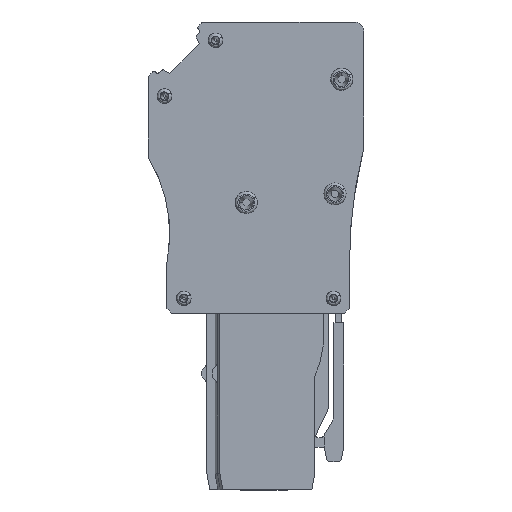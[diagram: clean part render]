
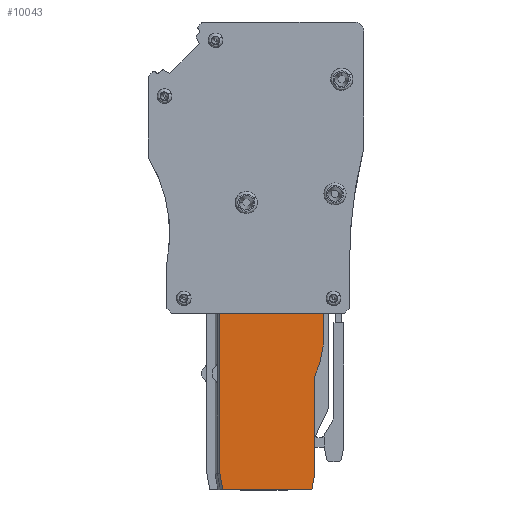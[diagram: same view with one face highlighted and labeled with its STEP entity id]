
A CAD part, left-side view. The second image highlights one B-rep face of the part: STEP entity #10043.
In plain terms, the highlighted planar face has unit normal (-1, 0, 0).
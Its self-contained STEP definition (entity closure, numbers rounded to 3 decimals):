
#9054=AXIS2_PLACEMENT_3D('Circle Axis2P3D',#9052,#9053,$) ;
#10019=AXIS2_PLACEMENT_3D('Plane Axis2P3D',#10016,#10017,#10018) ;
#8054=CARTESIAN_POINT('Vertex',(3.125,5.1,1.7)) ;
#8057=CARTESIAN_POINT('Line Origine',(3.125,5.25,0.85)) ;
#8061=CARTESIAN_POINT('Vertex',(3.125,5.4,0.)) ;
#8969=CARTESIAN_POINT('Vertex',(3.125,14.646,0.)) ;
#8972=CARTESIAN_POINT('Line Origine',(3.125,14.798,0.861)) ;
#8976=CARTESIAN_POINT('Vertex',(3.125,14.95,1.722)) ;
#8996=CARTESIAN_POINT('Line Origine',(3.125,14.95,10.036)) ;
#9000=CARTESIAN_POINT('Vertex',(3.125,14.95,18.35)) ;
#9033=CARTESIAN_POINT('Vertex',(3.125,5.1,11.8)) ;
#9049=CARTESIAN_POINT('Vertex',(3.125,4.15,16.261)) ;
#9052=CARTESIAN_POINT('Axis2P3D Location',(3.125,15.1,16.261)) ;
#9164=CARTESIAN_POINT('Line Origine',(3.125,10.023,0.)) ;
#9198=CARTESIAN_POINT('Line Origine',(3.125,5.1,6.75)) ;
#10016=CARTESIAN_POINT('Axis2P3D Location',(3.125,4.15,0.)) ;
#10021=CARTESIAN_POINT('Line Origine',(3.125,4.15,17.306)) ;
#10025=CARTESIAN_POINT('Vertex',(3.125,4.15,18.35)) ;
#10028=CARTESIAN_POINT('Line Origine',(3.125,9.55,18.35)) ;
#8058=DIRECTION('Vector Direction',(0.,-0.174,0.985)) ;
#8973=DIRECTION('Vector Direction',(0.,0.174,0.985)) ;
#8997=DIRECTION('Vector Direction',(0.,0.,1.)) ;
#9053=DIRECTION('Axis2P3D Direction',(1.,0.,0.)) ;
#9165=DIRECTION('Vector Direction',(0.,1.,0.)) ;
#9199=DIRECTION('Vector Direction',(0.,0.,-1.)) ;
#10017=DIRECTION('Axis2P3D Direction',(1.,0.,0.)) ;
#10018=DIRECTION('Axis2P3D XDirection',(0.,0.,-1.)) ;
#10022=DIRECTION('Vector Direction',(0.,0.,1.)) ;
#10029=DIRECTION('Vector Direction',(0.,-1.,0.)) ;
#8059=VECTOR('Line Direction',#8058,1.) ;
#8974=VECTOR('Line Direction',#8973,1.) ;
#8998=VECTOR('Line Direction',#8997,1.) ;
#9166=VECTOR('Line Direction',#9165,1.) ;
#9200=VECTOR('Line Direction',#9199,1.) ;
#10023=VECTOR('Line Direction',#10022,1.) ;
#10030=VECTOR('Line Direction',#10029,1.) ;
#10034=ORIENTED_EDGE('',*,*,#8978,.F.) ;
#10035=ORIENTED_EDGE('',*,*,#9168,.F.) ;
#10036=ORIENTED_EDGE('',*,*,#8063,.T.) ;
#10037=ORIENTED_EDGE('',*,*,#9202,.F.) ;
#10038=ORIENTED_EDGE('',*,*,#9056,.F.) ;
#10039=ORIENTED_EDGE('',*,*,#10027,.T.) ;
#10040=ORIENTED_EDGE('',*,*,#10032,.F.) ;
#10041=ORIENTED_EDGE('',*,*,#9002,.F.) ;
#10043=ADVANCED_FACE('NONE',(#10042),#10020,.F.) ;
#9055=CIRCLE('generated circle',#9054,10.95) ;
#8063=EDGE_CURVE('',#8062,#8055,#8060,.T.) ;
#8978=EDGE_CURVE('',#8970,#8977,#8975,.T.) ;
#9002=EDGE_CURVE('',#8977,#9001,#8999,.T.) ;
#9056=EDGE_CURVE('',#9050,#9034,#9055,.T.) ;
#9168=EDGE_CURVE('',#8062,#8970,#9167,.T.) ;
#9202=EDGE_CURVE('',#9034,#8055,#9201,.T.) ;
#10027=EDGE_CURVE('',#9050,#10026,#10024,.T.) ;
#10032=EDGE_CURVE('',#9001,#10026,#10031,.T.) ;
#10033=EDGE_LOOP('',(#10034,#10035,#10036,#10037,#10038,#10039,#10040,#10041)) ;
#10042=FACE_OUTER_BOUND('',#10033,.T.) ;
#8060=LINE('Line',#8057,#8059) ;
#8975=LINE('Line',#8972,#8974) ;
#8999=LINE('Line',#8996,#8998) ;
#9167=LINE('Line',#9164,#9166) ;
#9201=LINE('Line',#9198,#9200) ;
#10024=LINE('Line',#10021,#10023) ;
#10031=LINE('Line',#10028,#10030) ;
#10020=PLANE('',#10019) ;
#8055=VERTEX_POINT('',#8054) ;
#8062=VERTEX_POINT('',#8061) ;
#8970=VERTEX_POINT('',#8969) ;
#8977=VERTEX_POINT('',#8976) ;
#9001=VERTEX_POINT('',#9000) ;
#9034=VERTEX_POINT('',#9033) ;
#9050=VERTEX_POINT('',#9049) ;
#10026=VERTEX_POINT('',#10025) ;
